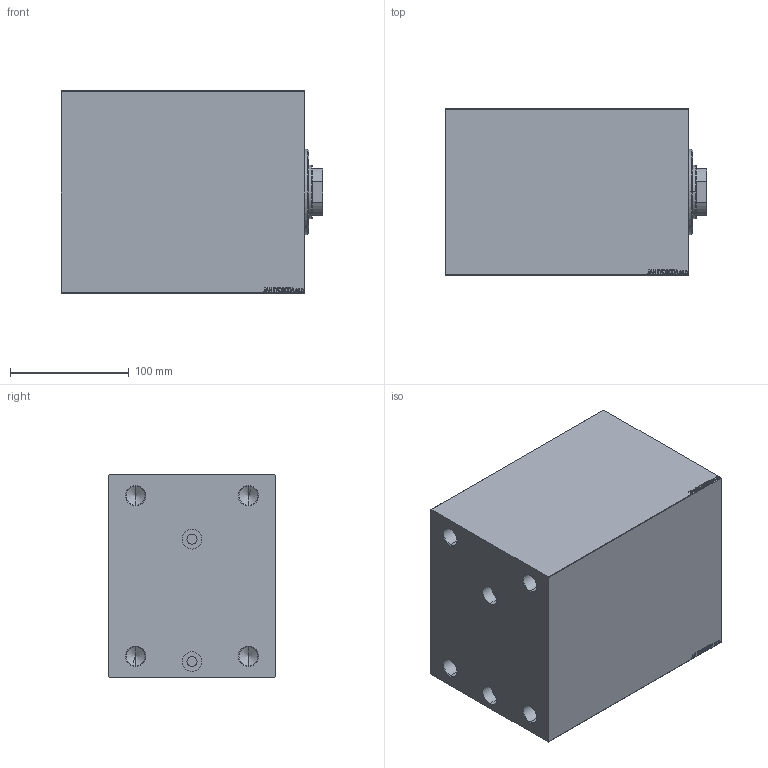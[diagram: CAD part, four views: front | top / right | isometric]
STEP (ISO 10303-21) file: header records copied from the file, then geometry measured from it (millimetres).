
FILE_DESCRIPTION (( 'STEP AP203' ), '1' );
FILE_NAME ('5870.STEP', '2023-03-20T11:18:01', ( '' ), ( '' ), 'SwSTEP 2.0', 'SolidWorks 2019', '' );
FILE_SCHEMA (( 'CONFIG_CONTROL_DESIGN' ));
Length unit declared in the file: millimetre
Products named in the file (4): V450CP_B 989379152382ed5098bbcb553b4730bf; V450CP_VC_B 989379152382ed5098bbcb553b4730bf; 5870; V450CP_B_VCP 989379152382ed5098bbcb553b4730bf
Assembly tree (3 placements, depth 2):
  5870
    V450CP_B 989379152382ed5098bbcb553b4730bf
    V450CP_B_VCP 989379152382ed5098bbcb553b4730bf
    V450CP_VC_B 989379152382ed5098bbcb553b4730bf
Bounding box: 220 x 140 x 170 mm (x, y, z)
Volume: 4306481 mm3; surface area: 349482.9 mm2
Topology: 3 solids, 3 shells, 899 faces, 2288 edges, 1497 vertices
Faces by surface type: plane 405, bspline 380, cylinder 64, cone 50
Entity records: 44738 total; most frequent: CARTESIAN_POINT 25172, ORIENTED_EDGE 4540, DIRECTION 2712, EDGE_CURVE 2270, VERTEX_POINT 1497, LINE 1342, VECTOR 1342, EDGE_LOOP 1023
